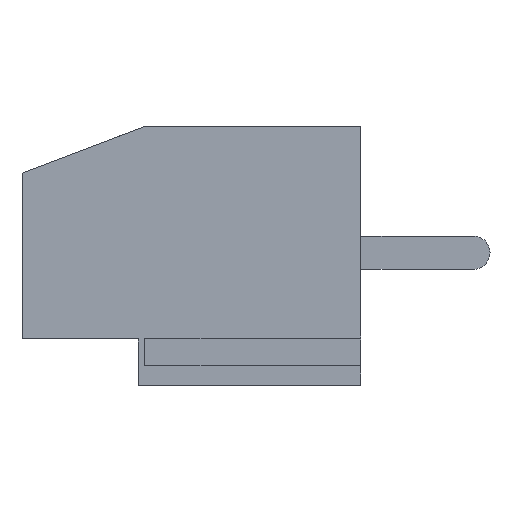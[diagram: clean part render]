
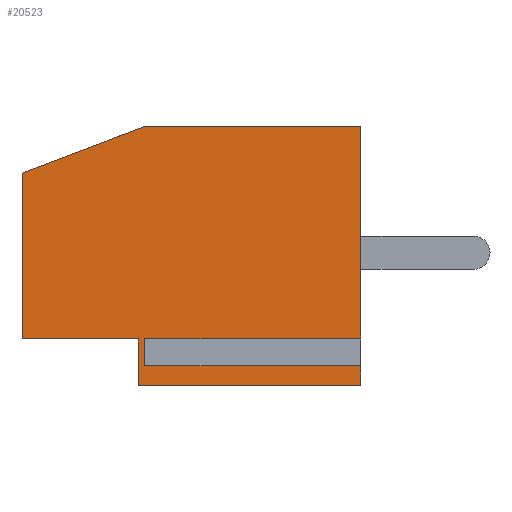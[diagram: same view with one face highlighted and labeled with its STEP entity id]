
A CAD part, left-side view. The second image highlights one B-rep face of the part: STEP entity #20523.
In plain terms, the highlighted planar face has unit normal (-1, 0, 0).
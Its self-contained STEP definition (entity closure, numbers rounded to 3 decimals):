
#125 = CARTESIAN_POINT ( 'NONE',  ( 0., 6.5, 7.8 ) ) ;
#149 = EDGE_CURVE ( 'NONE', #572, #27971, #31029, .T. ) ;
#227 = EDGE_CURVE ( 'NONE', #20513, #9582, #3234, .T. ) ;
#527 = CARTESIAN_POINT ( 'NONE',  ( 0., 6.7, 1.4 ) ) ;
#572 = VERTEX_POINT ( 'NONE', #1389 ) ;
#685 = ORIENTED_EDGE ( 'NONE', *, *, #14584, .T. ) ;
#1343 = LINE ( 'NONE', #1521, #24433 ) ;
#1389 = CARTESIAN_POINT ( 'NONE',  ( 0., 0., 1.218 ) ) ;
#1521 = CARTESIAN_POINT ( 'NONE',  ( 0., 10.2, 7.8 ) ) ;
#1719 = DIRECTION ( 'NONE',  ( 0., -0.935, 0.354 ) ) ;
#1723 = ORIENTED_EDGE ( 'NONE', *, *, #149, .T. ) ;
#2787 = ORIENTED_EDGE ( 'NONE', *, *, #9511, .T. ) ;
#2844 = CARTESIAN_POINT ( 'NONE',  ( 0., 10.2, 7.8 ) ) ;
#2852 = VERTEX_POINT ( 'NONE', #28339 ) ;
#3234 = LINE ( 'NONE', #10790, #25915 ) ;
#3428 = VECTOR ( 'NONE', #16200, 1000. ) ;
#3958 = CARTESIAN_POINT ( 'NONE',  ( 0., 10.2, 6.4 ) ) ;
#5115 = CARTESIAN_POINT ( 'NONE',  ( 0., 0., 7.8 ) ) ;
#5426 = LINE ( 'NONE', #15150, #17509 ) ;
#5635 = ORIENTED_EDGE ( 'NONE', *, *, #26925, .T. ) ;
#5739 = AXIS2_PLACEMENT_3D ( 'NONE', #2844, #15165, #8011 ) ;
#6253 = VERTEX_POINT ( 'NONE', #527 ) ;
#7373 = VECTOR ( 'NONE', #7993, 1000. ) ;
#7993 = DIRECTION ( 'NONE',  ( 0., 0., 1. ) ) ;
#8011 = DIRECTION ( 'NONE',  ( 0., 0., -1. ) ) ;
#8173 = PLANE ( 'NONE',  #5739 ) ;
#8617 = VECTOR ( 'NONE', #25834, 1000. ) ;
#9511 = EDGE_CURVE ( 'NONE', #20513, #6253, #10259, .T. ) ;
#9582 = VERTEX_POINT ( 'NONE', #23958 ) ;
#9996 = ORIENTED_EDGE ( 'NONE', *, *, #30057, .F. ) ;
#10259 = LINE ( 'NONE', #29764, #16602 ) ;
#10733 = VECTOR ( 'NONE', #1719, 1000. ) ;
#10790 = CARTESIAN_POINT ( 'NONE',  ( 0., 10.2, 7.8 ) ) ;
#11203 = LINE ( 'NONE', #23024, #27916 ) ;
#11487 = DIRECTION ( 'NONE',  ( 0., -1., 0. ) ) ;
#13242 = ORIENTED_EDGE ( 'NONE', *, *, #227, .F. ) ;
#14467 = CARTESIAN_POINT ( 'NONE',  ( 0., 0., 7.8 ) ) ;
#14584 = EDGE_CURVE ( 'NONE', #19942, #21900, #28125, .T. ) ;
#15150 = CARTESIAN_POINT ( 'NONE',  ( 0., 6.7, 1.4 ) ) ;
#15165 = DIRECTION ( 'NONE',  ( 1., 0., 0. ) ) ;
#15569 = DIRECTION ( 'NONE',  ( 0., -1., 0. ) ) ;
#16035 = EDGE_CURVE ( 'NONE', #18434, #27971, #1343, .T. ) ;
#16200 = DIRECTION ( 'NONE',  ( 0., 0., 1. ) ) ;
#16602 = VECTOR ( 'NONE', #20006, 1000. ) ;
#16779 = ORIENTED_EDGE ( 'NONE', *, *, #19111, .T. ) ;
#17177 = CARTESIAN_POINT ( 'NONE',  ( 0., 0., 0.782 ) ) ;
#17448 = CARTESIAN_POINT ( 'NONE',  ( 0., 10.2, 1.4 ) ) ;
#17509 = VECTOR ( 'NONE', #27977, 1000. ) ;
#18153 = CARTESIAN_POINT ( 'NONE',  ( 0., 6.5, 0.782 ) ) ;
#18434 = VERTEX_POINT ( 'NONE', #125 ) ;
#18664 = VERTEX_POINT ( 'NONE', #29838 ) ;
#18826 = CARTESIAN_POINT ( 'NONE',  ( 0., 6.7, 0. ) ) ;
#19033 = DIRECTION ( 'NONE',  ( 0., 0., 1. ) ) ;
#19111 = EDGE_CURVE ( 'NONE', #6253, #19942, #5426, .T. ) ;
#19325 = EDGE_LOOP ( 'NONE', ( #9996, #19687, #5635, #1723, #19616, #30202, #13242, #2787, #16779, #685, #26654 ) ) ;
#19500 = VERTEX_POINT ( 'NONE', #17177 ) ;
#19616 = ORIENTED_EDGE ( 'NONE', *, *, #16035, .F. ) ;
#19687 = ORIENTED_EDGE ( 'NONE', *, *, #31146, .T. ) ;
#19942 = VERTEX_POINT ( 'NONE', #18826 ) ;
#20006 = DIRECTION ( 'NONE',  ( 0., -1., 0. ) ) ;
#20429 = CARTESIAN_POINT ( 'NONE',  ( 0., 10.2, 0. ) ) ;
#20513 = VERTEX_POINT ( 'NONE', #17448 ) ;
#20523 = ADVANCED_FACE ( 'NONE', ( #20637 ), #8173, .F. ) ;
#20637 = FACE_OUTER_BOUND ( 'NONE', #19325, .T. ) ;
#21900 = VERTEX_POINT ( 'NONE', #27174 ) ;
#23001 = DIRECTION ( 'NONE',  ( 0., -1., 0. ) ) ;
#23024 = CARTESIAN_POINT ( 'NONE',  ( 0., 6.5, 1.218 ) ) ;
#23806 = LINE ( 'NONE', #3958, #10733 ) ;
#23958 = CARTESIAN_POINT ( 'NONE',  ( 0., 10.2, 6.4 ) ) ;
#24170 = EDGE_CURVE ( 'NONE', #21900, #19500, #27192, .T. ) ;
#24433 = VECTOR ( 'NONE', #23001, 1000. ) ;
#25834 = DIRECTION ( 'NONE',  ( 0., -1., 0. ) ) ;
#25915 = VECTOR ( 'NONE', #30170, 1000. ) ;
#25977 = CARTESIAN_POINT ( 'NONE',  ( 0., 0., 7.8 ) ) ;
#26654 = ORIENTED_EDGE ( 'NONE', *, *, #24170, .T. ) ;
#26925 = EDGE_CURVE ( 'NONE', #2852, #572, #11203, .T. ) ;
#27074 = VECTOR ( 'NONE', #15569, 1000. ) ;
#27174 = CARTESIAN_POINT ( 'NONE',  ( 0., 0., 0. ) ) ;
#27192 = LINE ( 'NONE', #5115, #7373 ) ;
#27770 = LINE ( 'NONE', #18153, #27074 ) ;
#27916 = VECTOR ( 'NONE', #11487, 1000. ) ;
#27971 = VERTEX_POINT ( 'NONE', #14467 ) ;
#27977 = DIRECTION ( 'NONE',  ( 0., 0., -1. ) ) ;
#28125 = LINE ( 'NONE', #20429, #8617 ) ;
#28339 = CARTESIAN_POINT ( 'NONE',  ( 0., 6.5, 1.218 ) ) ;
#28953 = LINE ( 'NONE', #29276, #30706 ) ;
#29276 = CARTESIAN_POINT ( 'NONE',  ( 0., 6.5, 0.782 ) ) ;
#29747 = EDGE_CURVE ( 'NONE', #9582, #18434, #23806, .T. ) ;
#29764 = CARTESIAN_POINT ( 'NONE',  ( 0., 10.2, 1.4 ) ) ;
#29838 = CARTESIAN_POINT ( 'NONE',  ( 0., 6.5, 0.782 ) ) ;
#30057 = EDGE_CURVE ( 'NONE', #18664, #19500, #27770, .T. ) ;
#30170 = DIRECTION ( 'NONE',  ( 0., 0., 1. ) ) ;
#30202 = ORIENTED_EDGE ( 'NONE', *, *, #29747, .F. ) ;
#30706 = VECTOR ( 'NONE', #19033, 1000. ) ;
#31029 = LINE ( 'NONE', #25977, #3428 ) ;
#31146 = EDGE_CURVE ( 'NONE', #18664, #2852, #28953, .T. ) ;
